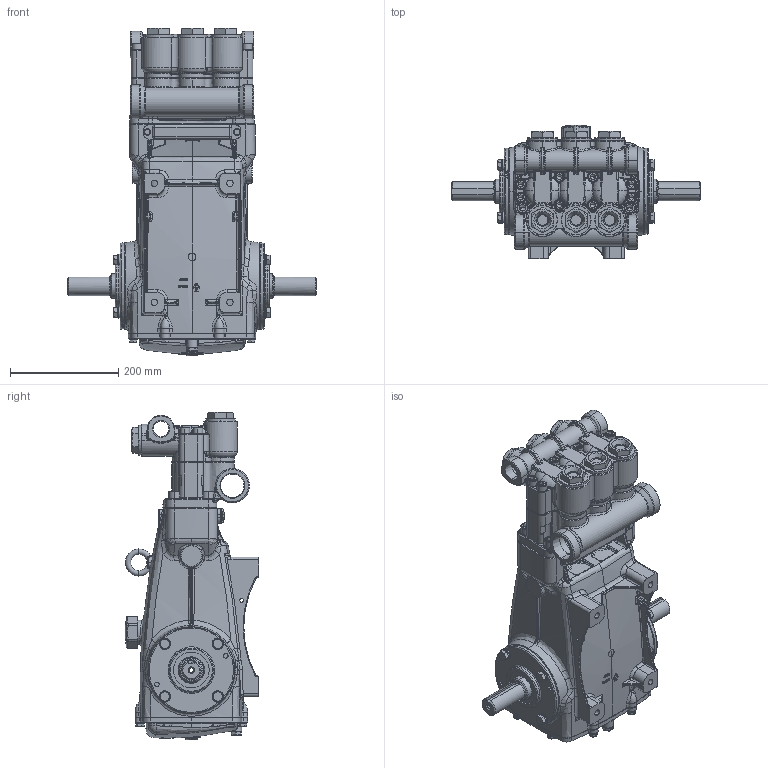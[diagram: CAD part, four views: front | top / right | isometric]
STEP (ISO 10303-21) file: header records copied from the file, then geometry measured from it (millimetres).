
FILE_DESCRIPTION (( 'STEP AP203' ), '1' );
FILE_NAME ('3545.STEP', '2020-02-04T18:58:22', ( '' ), ( '' ), 'SwSTEP 2.0', 'SolidWorks 2019', '' );
FILE_SCHEMA (( 'CONFIG_CONTROL_DESIGN' ));
Length unit declared in the file: metre
Products named in the file (1): 3545
Bounding box: 460 x 247.5 x 606 mm (x, y, z)
Surface area: 916705.4 mm2 (no closed solid volume)
Topology: 0 solids, 84 shells, 2875 faces, 9260 edges, 6073 vertices
Faces by surface type: plane 789, bspline 745, cylinder 647, cone 352, torus 265, sphere 77
Entity records: 144054 total; most frequent: CARTESIAN_POINT 71038, ORIENTED_EDGE 14970, DIRECTION 14105, EDGE_CURVE 9105, VERTEX_POINT 6065, AXIS2_PLACEMENT_3D 5759, CIRCLE 3628, EDGE_LOOP 3120
